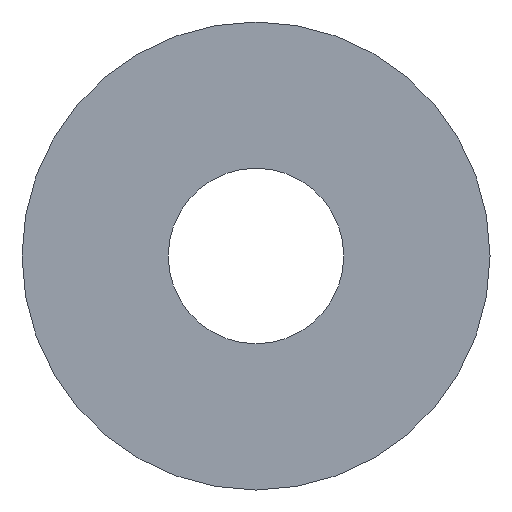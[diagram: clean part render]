
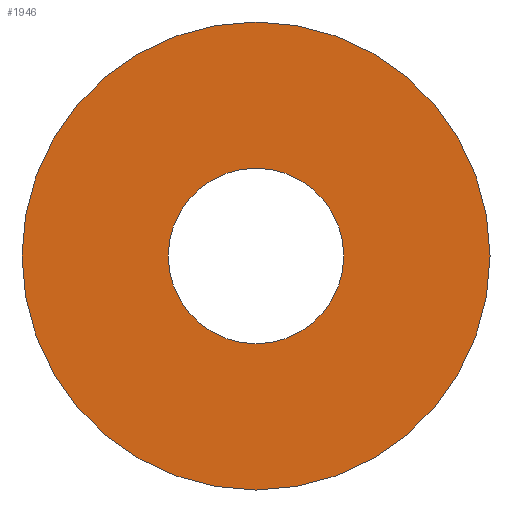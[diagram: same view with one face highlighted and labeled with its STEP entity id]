
A CAD part, front view. The second image highlights one B-rep face of the part: STEP entity #1946.
In plain terms, the highlighted planar face has unit normal (0, -1, 0).
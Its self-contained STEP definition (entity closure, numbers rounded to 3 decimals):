
#34 = CARTESIAN_POINT ( 'NONE',  ( 0., -2., 0. ) ) ;
#206 = AXIS2_PLACEMENT_3D ( 'NONE', #34, #2658, #1997 ) ;
#297 = DIRECTION ( 'NONE',  ( 1., 0., 0. ) ) ;
#368 = ORIENTED_EDGE ( 'NONE', *, *, #1030, .T. ) ;
#379 = CARTESIAN_POINT ( 'NONE',  ( -6., -2., 0. ) ) ;
#471 = EDGE_CURVE ( 'NONE', #2001, #1587, #493, .T. ) ;
#493 = CIRCLE ( 'NONE', #2439, 6. ) ;
#547 = FACE_OUTER_BOUND ( 'NONE', #2296, .T. ) ;
#608 = VERTEX_POINT ( 'NONE', #2595 ) ;
#696 = CARTESIAN_POINT ( 'NONE',  ( 0., -2., 0. ) ) ;
#742 = CARTESIAN_POINT ( 'NONE',  ( 0., -2., 0. ) ) ;
#755 = DIRECTION ( 'NONE',  ( 0., -1., 0. ) ) ;
#769 = EDGE_LOOP ( 'NONE', ( #368, #2213 ) ) ;
#930 = CIRCLE ( 'NONE', #206, 6. ) ;
#948 = EDGE_CURVE ( 'NONE', #2088, #608, #1787, .T. ) ;
#1001 = DIRECTION ( 'NONE',  ( -1., 0., 0. ) ) ;
#1030 = EDGE_CURVE ( 'NONE', #1587, #2001, #930, .T. ) ;
#1079 = EDGE_CURVE ( 'NONE', #608, #2088, #2421, .T. ) ;
#1109 = AXIS2_PLACEMENT_3D ( 'NONE', #696, #2426, #297 ) ;
#1141 = ORIENTED_EDGE ( 'NONE', *, *, #1079, .T. ) ;
#1257 = FACE_BOUND ( 'NONE', #769, .T. ) ;
#1270 = CARTESIAN_POINT ( 'NONE',  ( 16., -2., 0. ) ) ;
#1547 = DIRECTION ( 'NONE',  ( 1., 0., 0. ) ) ;
#1584 = CARTESIAN_POINT ( 'NONE',  ( 0., -2., 0. ) ) ;
#1587 = VERTEX_POINT ( 'NONE', #379 ) ;
#1621 = AXIS2_PLACEMENT_3D ( 'NONE', #2535, #755, #2114 ) ;
#1661 = PLANE ( 'NONE',  #1621 ) ;
#1787 = CIRCLE ( 'NONE', #2608, 16. ) ;
#1946 = ADVANCED_FACE ( 'NONE', ( #1257, #547 ), #1661, .T. ) ;
#1997 = DIRECTION ( 'NONE',  ( -1., 0., 0. ) ) ;
#2001 = VERTEX_POINT ( 'NONE', #2730 ) ;
#2088 = VERTEX_POINT ( 'NONE', #1270 ) ;
#2114 = DIRECTION ( 'NONE',  ( 1., 0., 0. ) ) ;
#2213 = ORIENTED_EDGE ( 'NONE', *, *, #471, .T. ) ;
#2296 = EDGE_LOOP ( 'NONE', ( #1141, #2456 ) ) ;
#2412 = DIRECTION ( 'NONE',  ( 0., -1., 0. ) ) ;
#2421 = CIRCLE ( 'NONE', #1109, 16. ) ;
#2426 = DIRECTION ( 'NONE',  ( 0., -1., 0. ) ) ;
#2439 = AXIS2_PLACEMENT_3D ( 'NONE', #742, #2539, #1001 ) ;
#2456 = ORIENTED_EDGE ( 'NONE', *, *, #948, .T. ) ;
#2535 = CARTESIAN_POINT ( 'NONE',  ( 0., -2., 0. ) ) ;
#2539 = DIRECTION ( 'NONE',  ( 0., 1., 0. ) ) ;
#2595 = CARTESIAN_POINT ( 'NONE',  ( -16., -2., 0. ) ) ;
#2608 = AXIS2_PLACEMENT_3D ( 'NONE', #1584, #2412, #1547 ) ;
#2658 = DIRECTION ( 'NONE',  ( 0., 1., 0. ) ) ;
#2730 = CARTESIAN_POINT ( 'NONE',  ( 6., -2., 0. ) ) ;
